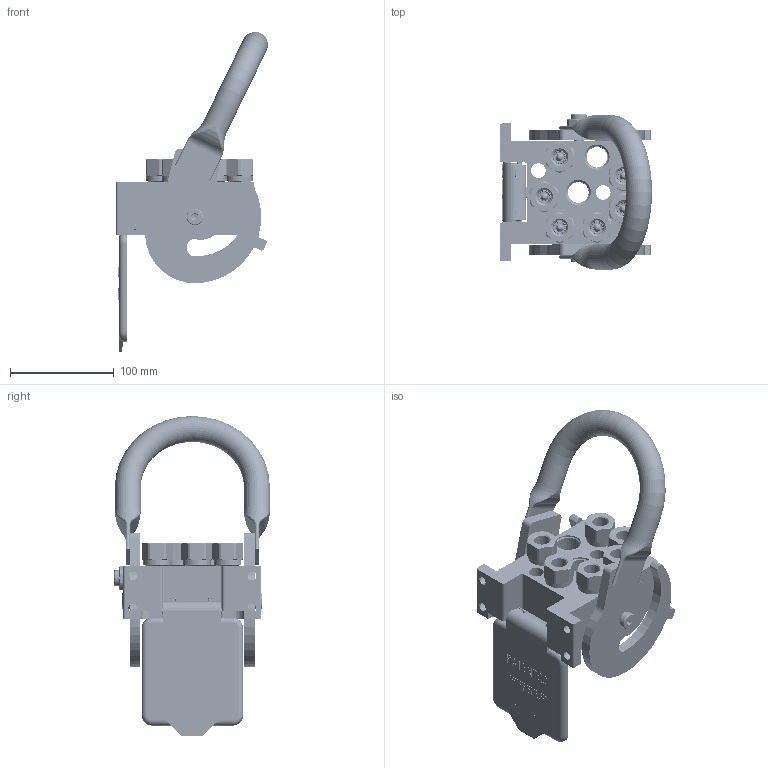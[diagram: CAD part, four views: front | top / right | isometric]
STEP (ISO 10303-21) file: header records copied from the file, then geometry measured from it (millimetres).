
FILE_DESCRIPTION (( 'STEP AP214' ), '1' );
FILE_NAME ('FASTER.step', '2023-05-30T07:06:35', ( '' ), ( '' ), 'SwSTEP 2.0', 'SolidWorks 2017', '' );
FILE_SCHEMA (( 'AUTOMOTIVE_DESIGN' ));
Length unit declared in the file: millimetre
Products named in the file (28): 4830_013_3000_030; 4830_026_0000_000; 0048_042_0412_000; 4830_025_0000_000; 4840_024_1000_010; P5068_F_BASE; A4830_024_4001_000_p5068; FASTER; or1_5x7_m; 4132_072_0000_300; 4132_014_0000_200; et011; 020_14_150; sicura; A_2ffnb38_gas_f2v; 2ffnb38_gas_f2v; 0048_317_1000_000; 4830_022_0000_000; 4830_070_0000_000; 4830_001_0005_300; 4830_001_0005_301; 4810_001_0001_014; 4830_024_4001_011; 4840_024_1000_020; 4830_024_4001_000_p5068; curs_molla_38_inox; 4820_001_0004_000; 4850_020_0000_000
Assembly tree (34 placements, depth 5):
  FASTER
    P5068_F_BASE
      4850_020_0000_000
      4830_013_3000_030  x2
      4820_001_0004_000
      4810_001_0001_014
      4830_001_0005_300
      4830_001_0005_301
      4830_022_0000_000
      4830_070_0000_000
      0048_317_1000_000  x2
      020_14_150
    A_2ffnb38_gas_f2v  x6
      curs_molla_38_inox
        4132_014_0000_200
        4132_072_0000_300
      2ffnb38_gas_f2v
    4830_024_4001_000_p5068
      A4830_024_4001_000_p5068
        sicura
          4830_025_0000_000
          4830_026_0000_000
          or1_5x7_m
          0048_042_0412_000
        4840_024_1000_010
        4840_024_1000_020
        4830_024_4001_011
    et011
Bounding box: 146.54 x 150.2 x 308.6 mm (x, y, z)
Volume: 769033.2 mm3; surface area: 328322.8 mm2
Topology: 35 solids, 42 shells, 5195 faces, 13621 edges, 8831 vertices
Faces by surface type: plane 2669, cylinder 1031, bspline 759, cone 544, torus 162, sphere 30
Entity records: 134803 total; most frequent: CARTESIAN_POINT 54056, ORIENTED_EDGE 16966, DIRECTION 15695, EDGE_CURVE 8489, VECTOR 6211, LINE 6211, VERTEX_POINT 5491, AXIS2_PLACEMENT_3D 4742
